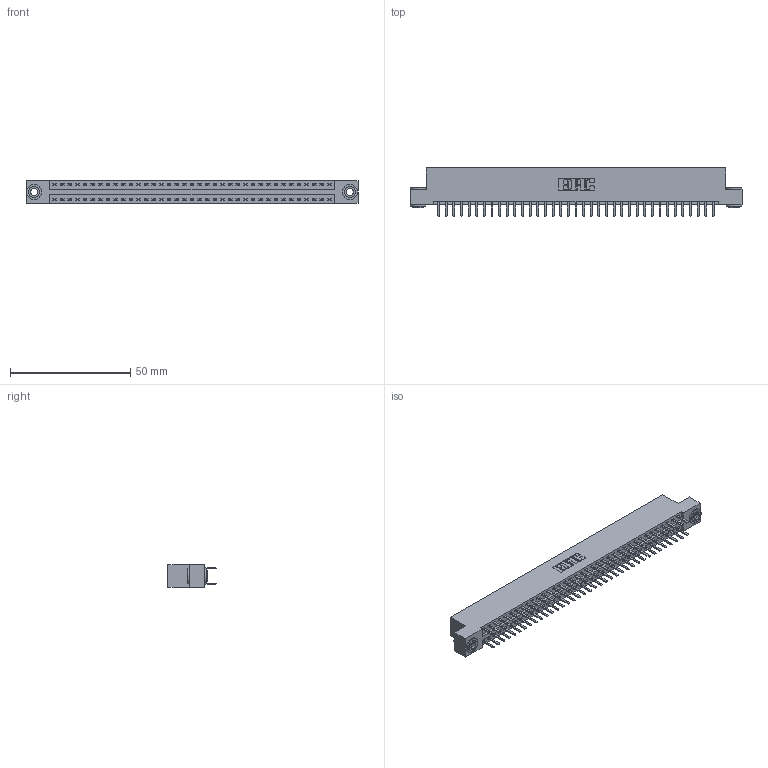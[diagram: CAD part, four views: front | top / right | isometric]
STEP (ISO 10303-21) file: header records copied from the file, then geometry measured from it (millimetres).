
FILE_DESCRIPTION (( 'STEP AP203' ), '1' );
FILE_NAME ('346-074-520-203.STEP', '2022-05-25T01:37:00', ( '' ), ( '' ), 'SwSTEP 2.0', 'SolidWorks 2020', '' );
FILE_SCHEMA (( 'CONFIG_CONTROL_DESIGN' ));
Length unit declared in the file: inch
Products named in the file (4): 345-250-002_345-250-002-102; 345-292-001_345-293-120; 346-074-520-203; 346 Part_Flush Mounting Lugs - 0.156 Dia-TH
Assembly tree (77 placements, depth 2):
  346-074-520-203
    346 Part_Flush Mounting Lugs - 0.156 Dia-TH
    345-292-001_345-293-120  x74
    345-250-002_345-250-002-102  x2
Bounding box: 138.05 x 20.02 x 9.4 mm (x, y, z)
Volume: 13391.4 mm3; surface area: 18501.3 mm2
Topology: 77 solids, 77 shells, 4318 faces, 12503 edges, 8134 vertices
Faces by surface type: plane 2838, cylinder 1472, cone 8
Entity records: 26000 total; most frequent: CARTESIAN_POINT 4285, ORIENTED_EDGE 4198, DIRECTION 3845, EDGE_CURVE 2099, VECTOR 1791, LINE 1791, VERTEX_POINT 1394, AXIS2_PLACEMENT_3D 1027
